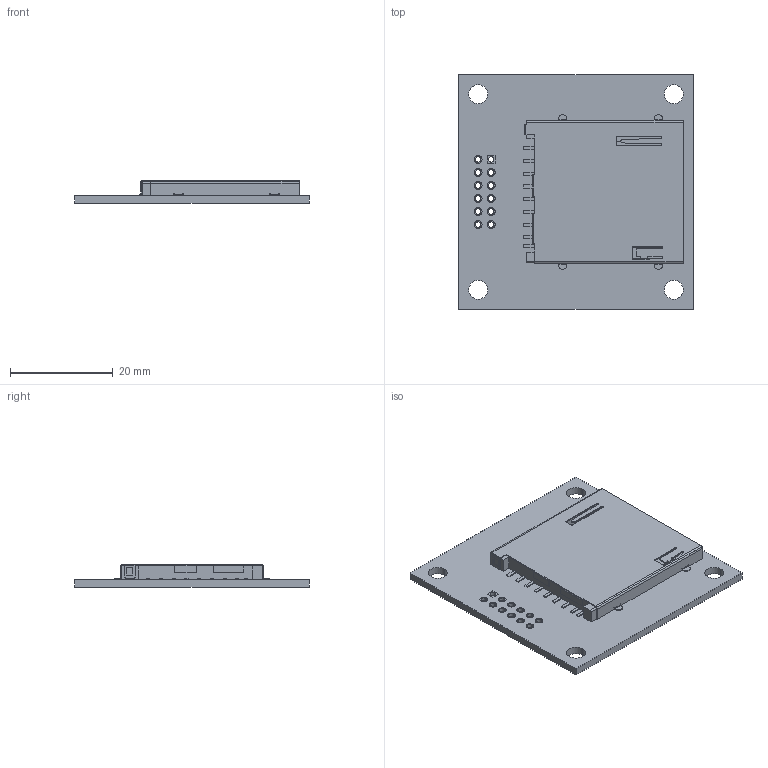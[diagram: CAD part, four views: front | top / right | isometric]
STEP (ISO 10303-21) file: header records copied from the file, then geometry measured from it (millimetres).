
FILE_DESCRIPTION (( 'STEP AP214' ), '1' );
FILE_NAME ('Pmod_SD.STEP', '2022-01-28T12:39:33', ( '' ), ( '' ), 'SwSTEP 2.0', 'SolidWorks 2021', '' );
FILE_SCHEMA (( 'AUTOMOTIVE_DESIGN' ));
Length unit declared in the file: millimetre
Products named in the file (4): Pmod_SD; Pmod_SD.stp; eBom-prt0.stp; eBom-prt1.stp
Assembly tree (3 placements, depth 3):
  Pmod_SD
    Pmod_SD.stp
      eBom-prt0.stp
      eBom-prt1.stp
Bounding box: 45.72 x 45.72 x 4.41 mm (x, y, z)
Volume: 4014 mm3; surface area: 7781.9 mm2
Topology: 3 solids, 3 shells, 336 faces, 913 edges, 607 vertices
Faces by surface type: plane 188, cylinder 148
Entity records: 11292 total; most frequent: DIRECTION 1895, CARTESIAN_POINT 1863, ORIENTED_EDGE 1826, EDGE_CURVE 913, AXIS2_PLACEMENT_3D 639, VECTOR 617, LINE 617, VERTEX_POINT 607
